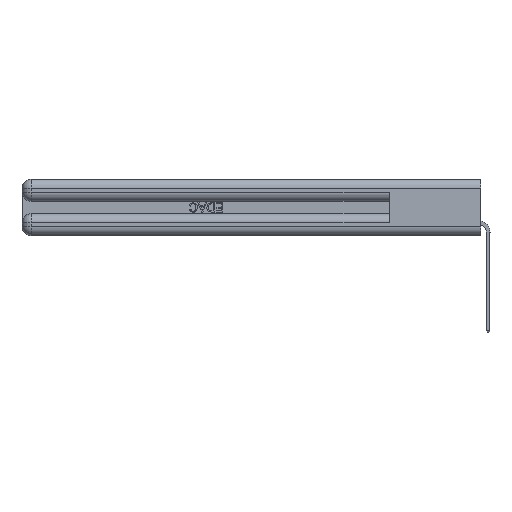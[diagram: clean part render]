
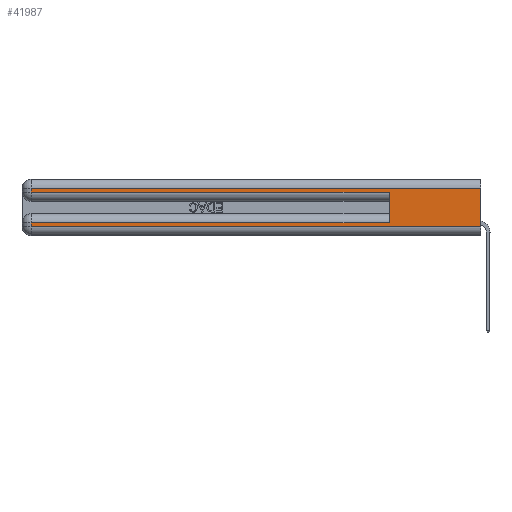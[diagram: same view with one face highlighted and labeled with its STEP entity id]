
A CAD part, left-side view. The second image highlights one B-rep face of the part: STEP entity #41987.
In plain terms, the highlighted planar face has unit normal (-1, 0, 0).
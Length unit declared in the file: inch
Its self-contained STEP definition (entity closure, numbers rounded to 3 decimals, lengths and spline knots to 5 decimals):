
#176 = LINE ( 'NONE', #6178, #42297 ) ;
#597 = EDGE_LOOP ( 'NONE', ( #32467, #4083, #42366, #24945, #25543, #21465, #34407, #12093 ) ) ;
#903 = CARTESIAN_POINT ( 'NONE',  ( 0., 2.94, 0.285 ) ) ;
#958 = CARTESIAN_POINT ( 'NONE',  ( 0., 0., 0.06 ) ) ;
#1133 = EDGE_CURVE ( 'NONE', #22340, #36223, #11304, .T. ) ;
#2390 = CARTESIAN_POINT ( 'NONE',  ( 0., 0.6, 0.085 ) ) ;
#2392 = AXIS2_PLACEMENT_3D ( 'NONE', #41899, #41616, #38451 ) ;
#2788 = LINE ( 'NONE', #13083, #37161 ) ;
#3604 = VERTEX_POINT ( 'NONE', #3902 ) ;
#3693 = EDGE_CURVE ( 'NONE', #36223, #40254, #2788, .T. ) ;
#3902 = CARTESIAN_POINT ( 'NONE',  ( 0., 2.94, 0.06 ) ) ;
#4083 = ORIENTED_EDGE ( 'NONE', *, *, #1133, .T. ) ;
#4502 = DIRECTION ( 'NONE',  ( 0., 0., 1. ) ) ;
#5850 = CARTESIAN_POINT ( 'NONE',  ( 0., 0., 0.06 ) ) ;
#6133 = DIRECTION ( 'NONE',  ( 0., -1., 0. ) ) ;
#6178 = CARTESIAN_POINT ( 'NONE',  ( 0., 0., 0.285 ) ) ;
#7627 = LINE ( 'NONE', #11062, #34165 ) ;
#11062 = CARTESIAN_POINT ( 'NONE',  ( 0., 2.94, 0.37 ) ) ;
#11304 = LINE ( 'NONE', #32578, #41985 ) ;
#12093 = ORIENTED_EDGE ( 'NONE', *, *, #23186, .T. ) ;
#13083 = CARTESIAN_POINT ( 'NONE',  ( 0., 2.94, 0.37 ) ) ;
#15613 = CARTESIAN_POINT ( 'NONE',  ( 0., 0., 0.37 ) ) ;
#15635 = CARTESIAN_POINT ( 'NONE',  ( 0., 2.94, 0.085 ) ) ;
#16063 = VERTEX_POINT ( 'NONE', #30139 ) ;
#16890 = EDGE_CURVE ( 'NONE', #19034, #42051, #19105, .T. ) ;
#17507 = VECTOR ( 'NONE', #31360, 39.37008 ) ;
#19034 = VERTEX_POINT ( 'NONE', #2390 ) ;
#19105 = LINE ( 'NONE', #31225, #17507 ) ;
#19283 = DIRECTION ( 'NONE',  ( 0., -1., 0. ) ) ;
#19986 = EDGE_CURVE ( 'NONE', #42051, #3604, #7627, .T. ) ;
#21465 = ORIENTED_EDGE ( 'NONE', *, *, #16890, .T. ) ;
#22035 = VECTOR ( 'NONE', #4502, 39.37008 ) ;
#22340 = VERTEX_POINT ( 'NONE', #30133 ) ;
#23071 = VECTOR ( 'NONE', #6133, 39.37008 ) ;
#23149 = DIRECTION ( 'NONE',  ( 0., 0., -1. ) ) ;
#23186 = EDGE_CURVE ( 'NONE', #3604, #31751, #31892, .T. ) ;
#24588 = LINE ( 'NONE', #15613, #41191 ) ;
#24945 = ORIENTED_EDGE ( 'NONE', *, *, #35828, .T. ) ;
#25543 = ORIENTED_EDGE ( 'NONE', *, *, #36131, .F. ) ;
#28966 = DIRECTION ( 'NONE',  ( 0., 0., -1. ) ) ;
#30133 = CARTESIAN_POINT ( 'NONE',  ( 0., 0., 0.31 ) ) ;
#30139 = CARTESIAN_POINT ( 'NONE',  ( 0., 0.6, 0.285 ) ) ;
#31225 = CARTESIAN_POINT ( 'NONE',  ( 0., 0., 0.085 ) ) ;
#31360 = DIRECTION ( 'NONE',  ( 0., 1., 0. ) ) ;
#31751 = VERTEX_POINT ( 'NONE', #958 ) ;
#31892 = LINE ( 'NONE', #5850, #23071 ) ;
#32051 = PLANE ( 'NONE',  #2392 ) ;
#32467 = ORIENTED_EDGE ( 'NONE', *, *, #40402, .F. ) ;
#32578 = CARTESIAN_POINT ( 'NONE',  ( 0., 0., 0.31 ) ) ;
#33919 = CARTESIAN_POINT ( 'NONE',  ( 0., 0.6, 0.145 ) ) ;
#34165 = VECTOR ( 'NONE', #40990, 39.37008 ) ;
#34407 = ORIENTED_EDGE ( 'NONE', *, *, #19986, .T. ) ;
#35828 = EDGE_CURVE ( 'NONE', #40254, #16063, #176, .T. ) ;
#35961 = DIRECTION ( 'NONE',  ( 0., 1., 0. ) ) ;
#36131 = EDGE_CURVE ( 'NONE', #19034, #16063, #37632, .T. ) ;
#36223 = VERTEX_POINT ( 'NONE', #40889 ) ;
#36897 = FACE_OUTER_BOUND ( 'NONE', #597, .T. ) ;
#37161 = VECTOR ( 'NONE', #23149, 39.37008 ) ;
#37632 = LINE ( 'NONE', #33919, #22035 ) ;
#38451 = DIRECTION ( 'NONE',  ( 0., 0., -1. ) ) ;
#40254 = VERTEX_POINT ( 'NONE', #903 ) ;
#40402 = EDGE_CURVE ( 'NONE', #22340, #31751, #24588, .T. ) ;
#40889 = CARTESIAN_POINT ( 'NONE',  ( 0., 2.94, 0.31 ) ) ;
#40990 = DIRECTION ( 'NONE',  ( 0., 0., -1. ) ) ;
#41191 = VECTOR ( 'NONE', #28966, 39.37008 ) ;
#41616 = DIRECTION ( 'NONE',  ( 1., 0., 0. ) ) ;
#41899 = CARTESIAN_POINT ( 'NONE',  ( 0., 0., 0.37 ) ) ;
#41985 = VECTOR ( 'NONE', #35961, 39.37008 ) ;
#41987 = ADVANCED_FACE ( 'NONE', ( #36897 ), #32051, .F. ) ;
#42051 = VERTEX_POINT ( 'NONE', #15635 ) ;
#42297 = VECTOR ( 'NONE', #19283, 39.37008 ) ;
#42366 = ORIENTED_EDGE ( 'NONE', *, *, #3693, .T. ) ;
